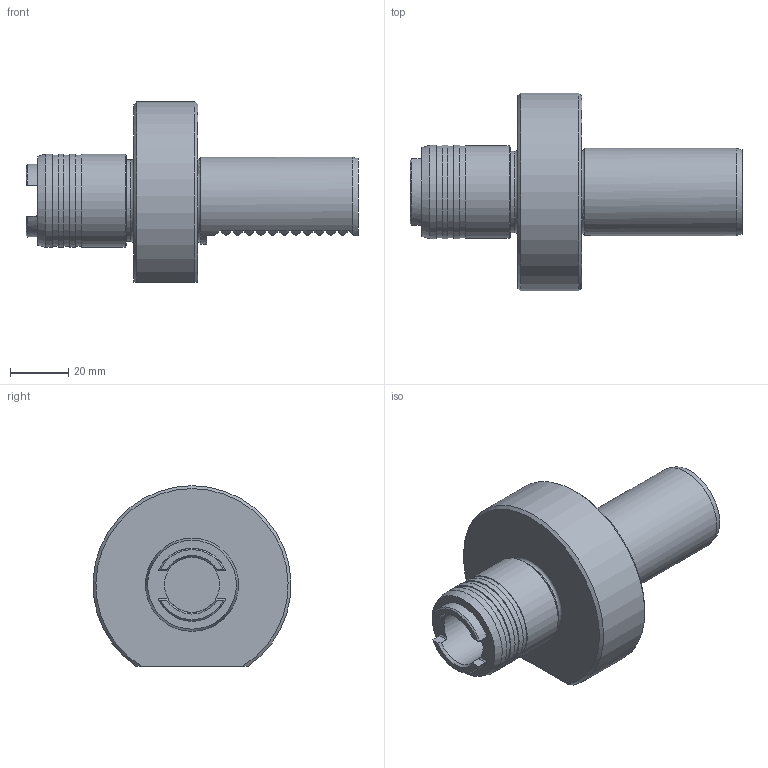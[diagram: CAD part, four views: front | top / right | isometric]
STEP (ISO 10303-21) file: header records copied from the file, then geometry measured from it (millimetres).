
FILE_DESCRIPTION( ( 'Unknown' ), '1' );
FILE_NAME( '309.16.12.1.stp', 'Unknown', ( 'Unknown' ), ( 'Unknown' ), 'PSStep 15.0.49', 'Unknown', ' ' );
FILE_SCHEMA( ( 'AUTOMOTIVE_DESIGN { 1 0 10303 214 1 1 1 1 }' ) );
Length unit declared in the file: millimetre
Products named in the file (1): 1
Bounding box: 114 x 67.92 x 62 mm (x, y, z)
Volume: 133550.3 mm3; surface area: 22308.9 mm2
Topology: 1 solids, 1 shells, 102 faces, 241 edges, 152 vertices
Faces by surface type: plane 58, cylinder 31, cone 11, torus 2
Full cylindrical faces by diameter (mm): 10 x1, 14 x1, 19 x1, 28 x1, 30 x1, 31.3 x3, 31.9 x1, 32 x3
Entity records: 3382 total; most frequent: CARTESIAN_POINT 527, DIRECTION 460, ORIENTED_EDGE 408, EDGE_CURVE 204, AXIS2_PLACEMENT_3D 187, VERTEX_POINT 146, EDGE_LOOP 119, FACE_OUTER_BOUND 104
